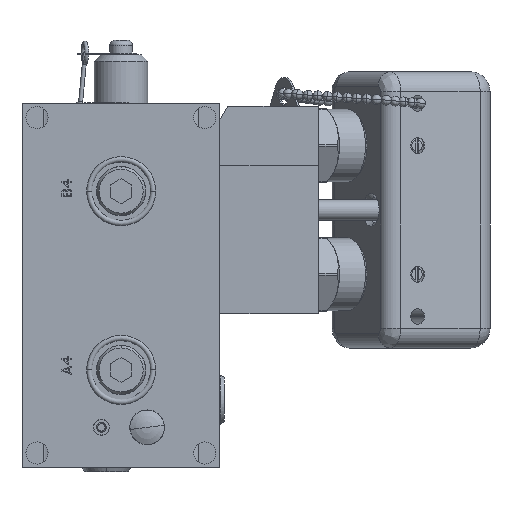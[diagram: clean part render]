
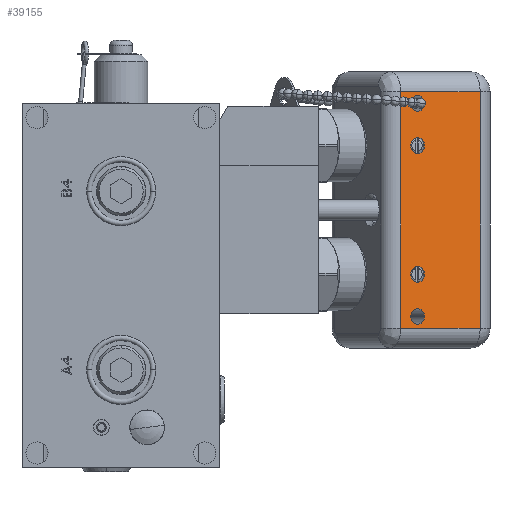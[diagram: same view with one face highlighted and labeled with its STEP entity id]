
A CAD part, front view. The second image highlights one B-rep face of the part: STEP entity #39155.
In plain terms, the highlighted face is planar.
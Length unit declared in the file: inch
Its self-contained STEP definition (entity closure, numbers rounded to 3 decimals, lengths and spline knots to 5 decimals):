
#38228=DIRECTION('',(0.,0.,-1.));
#38229=VECTOR('',#38228,3.);
#38230=CARTESIAN_POINT('',(1.55,-0.55,1.5));
#38231=LINE('',#38230,#38229);
#38232=DIRECTION('',(0.,1.,0.));
#38233=VECTOR('',#38232,1.163);
#38234=CARTESIAN_POINT('',(1.55,-0.55,1.5));
#38235=LINE('',#38234,#38233);
#38236=DIRECTION('',(0.,0.,-1.));
#38237=VECTOR('',#38236,3.);
#38238=CARTESIAN_POINT('',(1.55,0.613,1.5));
#38239=LINE('',#38238,#38237);
#38240=DIRECTION('',(0.,1.,0.));
#38241=VECTOR('',#38240,1.163);
#38242=CARTESIAN_POINT('',(1.55,-0.55,-1.5));
#38243=LINE('',#38242,#38241);
#38244=CARTESIAN_POINT('',(1.55,0.365,-0.815));
#38245=DIRECTION('',(1.,0.,0.));
#38246=DIRECTION('',(0.,-1.,0.));
#38247=AXIS2_PLACEMENT_3D('',#38244,#38245,#38246);
#38249=CARTESIAN_POINT('',(1.55,0.365,-0.815));
#38250=DIRECTION('',(1.,0.,0.));
#38251=DIRECTION('',(0.,1.,0.));
#38252=AXIS2_PLACEMENT_3D('',#38249,#38250,#38251);
#38254=CARTESIAN_POINT('',(1.55,0.365,0.815));
#38255=DIRECTION('',(1.,0.,0.));
#38256=DIRECTION('',(0.,-1.,0.));
#38257=AXIS2_PLACEMENT_3D('',#38254,#38255,#38256);
#38259=CARTESIAN_POINT('',(1.55,0.365,0.815));
#38260=DIRECTION('',(1.,0.,0.));
#38261=DIRECTION('',(0.,1.,0.));
#38262=AXIS2_PLACEMENT_3D('',#38259,#38260,#38261);
#38264=CARTESIAN_POINT('',(1.55,0.365,-1.35));
#38265=DIRECTION('',(-1.,0.,0.));
#38266=DIRECTION('',(0.,-1.,0.));
#38267=AXIS2_PLACEMENT_3D('',#38264,#38265,#38266);
#38269=CARTESIAN_POINT('',(1.55,0.365,-1.35));
#38270=DIRECTION('',(-1.,0.,0.));
#38271=DIRECTION('',(0.,1.,0.));
#38272=AXIS2_PLACEMENT_3D('',#38269,#38270,#38271);
#38274=CARTESIAN_POINT('',(1.55,0.365,1.35));
#38275=DIRECTION('',(-1.,0.,0.));
#38276=DIRECTION('',(0.,-1.,0.));
#38277=AXIS2_PLACEMENT_3D('',#38274,#38275,#38276);
#38279=CARTESIAN_POINT('',(1.55,0.365,1.35));
#38280=DIRECTION('',(-1.,0.,0.));
#38281=DIRECTION('',(0.,1.,0.));
#38282=AXIS2_PLACEMENT_3D('',#38279,#38280,#38281);
#38576=CARTESIAN_POINT('',(1.55,-0.55,1.5));
#38577=CARTESIAN_POINT('',(1.55,-0.55,-1.5));
#38578=VERTEX_POINT('',#38576);
#38579=VERTEX_POINT('',#38577);
#38604=CARTESIAN_POINT('',(1.55,0.613,1.5));
#38605=VERTEX_POINT('',#38604);
#38608=CARTESIAN_POINT('',(1.55,0.613,-1.5));
#38609=VERTEX_POINT('',#38608);
#38614=CARTESIAN_POINT('',(1.55,0.2645,-0.815));
#38615=CARTESIAN_POINT('',(1.55,0.4655,-0.815));
#38616=VERTEX_POINT('',#38614);
#38617=VERTEX_POINT('',#38615);
#38622=CARTESIAN_POINT('',(1.55,0.2645,0.815));
#38623=CARTESIAN_POINT('',(1.55,0.4655,0.815));
#38624=VERTEX_POINT('',#38622);
#38625=VERTEX_POINT('',#38623);
#38634=CARTESIAN_POINT('',(1.55,0.265,-1.35));
#38635=CARTESIAN_POINT('',(1.55,0.465,-1.35));
#38636=VERTEX_POINT('',#38634);
#38637=VERTEX_POINT('',#38635);
#38686=CARTESIAN_POINT('',(1.55,0.265,1.35));
#38687=CARTESIAN_POINT('',(1.55,0.465,1.35));
#38688=VERTEX_POINT('',#38686);
#38689=VERTEX_POINT('',#38687);
#39120=CARTESIAN_POINT('',(1.55,0.,0.));
#39121=DIRECTION('',(1.,0.,0.));
#39122=DIRECTION('',(0.,0.,1.));
#39123=AXIS2_PLACEMENT_3D('',#39120,#39121,#39122);
#39124=PLANE('',#39123);
#39125=ORIENTED_EDGE('',*,*,#39089,.F.);
#39126=ORIENTED_EDGE('',*,*,#39113,.T.);
#39127=ORIENTED_EDGE('',*,*,#39024,.T.);
#39128=ORIENTED_EDGE('',*,*,#39064,.F.);
#39129=EDGE_LOOP('',(#39125,#39126,#39127,#39128));
#39130=FACE_OUTER_BOUND('',#39129,.F.);
#39132=ORIENTED_EDGE('',*,*,#39131,.T.);
#39134=ORIENTED_EDGE('',*,*,#39133,.T.);
#39135=EDGE_LOOP('',(#39132,#39134));
#39136=FACE_BOUND('',#39135,.F.);
#39138=ORIENTED_EDGE('',*,*,#39137,.T.);
#39140=ORIENTED_EDGE('',*,*,#39139,.T.);
#39141=EDGE_LOOP('',(#39138,#39140));
#39142=FACE_BOUND('',#39141,.F.);
#39144=ORIENTED_EDGE('',*,*,#39143,.F.);
#39146=ORIENTED_EDGE('',*,*,#39145,.F.);
#39147=EDGE_LOOP('',(#39144,#39146));
#39148=FACE_BOUND('',#39147,.F.);
#39150=ORIENTED_EDGE('',*,*,#39149,.F.);
#39152=ORIENTED_EDGE('',*,*,#39151,.F.);
#39153=EDGE_LOOP('',(#39150,#39152));
#39154=FACE_BOUND('',#39153,.F.);
#38248=CIRCLE('',#38247,0.1005);
#38253=CIRCLE('',#38252,0.1005);
#38258=CIRCLE('',#38257,0.1005);
#38263=CIRCLE('',#38262,0.1005);
#38268=CIRCLE('',#38267,0.1);
#38273=CIRCLE('',#38272,0.1);
#38278=CIRCLE('',#38277,0.1);
#38283=CIRCLE('',#38282,0.1);
#39024=EDGE_CURVE('',#38605,#38609,#38239,.T.);
#39064=EDGE_CURVE('',#38579,#38609,#38243,.T.);
#39089=EDGE_CURVE('',#38578,#38579,#38231,.T.);
#39113=EDGE_CURVE('',#38578,#38605,#38235,.T.);
#39131=EDGE_CURVE('',#38616,#38617,#38248,.T.);
#39133=EDGE_CURVE('',#38617,#38616,#38253,.T.);
#39137=EDGE_CURVE('',#38624,#38625,#38258,.T.);
#39139=EDGE_CURVE('',#38625,#38624,#38263,.T.);
#39143=EDGE_CURVE('',#38636,#38637,#38268,.T.);
#39145=EDGE_CURVE('',#38637,#38636,#38273,.T.);
#39149=EDGE_CURVE('',#38688,#38689,#38278,.T.);
#39151=EDGE_CURVE('',#38689,#38688,#38283,.T.);
#39155=ADVANCED_FACE('',(#39130,#39136,#39142,#39148,#39154),#39124,.T.);
